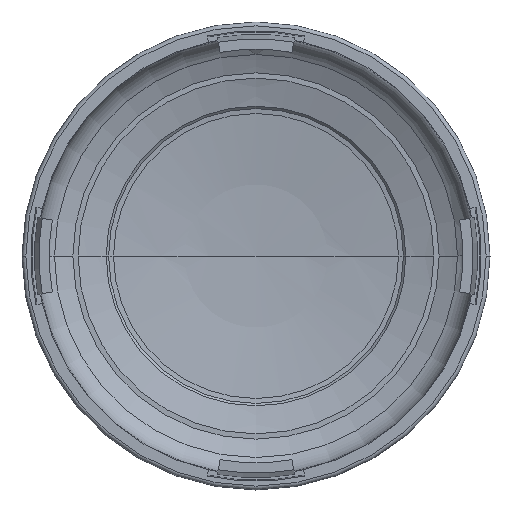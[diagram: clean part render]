
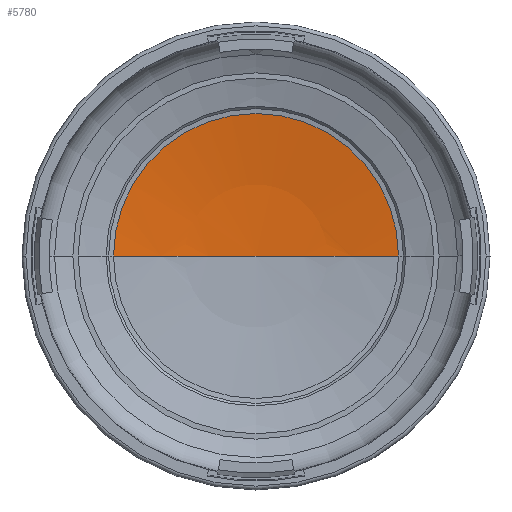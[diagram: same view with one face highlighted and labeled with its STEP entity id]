
A CAD part, front view. The second image highlights one B-rep face of the part: STEP entity #5780.
In plain terms, the highlighted spherical face has radius 50.101 mm.
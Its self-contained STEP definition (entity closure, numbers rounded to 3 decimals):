
#1069=CARTESIAN_POINT('',(0.,-15.001,0.));
#1070=DIRECTION('',(0.,0.,-1.));
#1071=DIRECTION('',(-0.152,0.988,0.));
#1072=AXIS2_PLACEMENT_3D('',#1069,#1070,#1071);
#1077=CARTESIAN_POINT('',(0.,34.519,0.));
#1078=DIRECTION('',(0.,1.,0.));
#1079=DIRECTION('',(-1.,0.,0.));
#1080=AXIS2_PLACEMENT_3D('',#1077,#1078,#1079);
#1085=CARTESIAN_POINT('',(0.,-15.001,0.));
#1086=DIRECTION('',(0.,0.,1.));
#1087=DIRECTION('',(0.152,0.988,0.));
#1088=AXIS2_PLACEMENT_3D('',#1085,#1086,#1087);
#4521=CARTESIAN_POINT('',(-7.611,34.519,0.));
#4522=VERTEX_POINT('',#4521);
#4523=CARTESIAN_POINT('',(0.,35.1,0.));
#4524=VERTEX_POINT('',#4523);
#4525=CARTESIAN_POINT('',(7.611,34.519,0.));
#4526=VERTEX_POINT('',#4525);
#5768=CARTESIAN_POINT('',(0.,-15.001,0.));
#5769=DIRECTION('',(0.,-1.,0.));
#5770=DIRECTION('',(-1.,0.,0.));
#5771=AXIS2_PLACEMENT_3D('',#5768,#5769,#5770);
#5772=SPHERICAL_SURFACE('',#5771,50.101);
#5774=ORIENTED_EDGE('',*,*,#5773,.F.);
#5775=ORIENTED_EDGE('',*,*,#5763,.T.);
#5777=ORIENTED_EDGE('',*,*,#5776,.T.);
#5778=EDGE_LOOP('',(#5774,#5775,#5777));
#5779=FACE_OUTER_BOUND('',#5778,.F.);
#5780=ADVANCED_FACE('',(#5779),#5772,.F.);
#1073=CIRCLE('',#1072,50.101);
#1081=CIRCLE('',#1080,7.611);
#1089=CIRCLE('',#1088,50.101);
#5763=EDGE_CURVE('',#4522,#4526,#1081,.T.);
#5773=EDGE_CURVE('',#4522,#4524,#1073,.T.);
#5776=EDGE_CURVE('',#4526,#4524,#1089,.T.);
